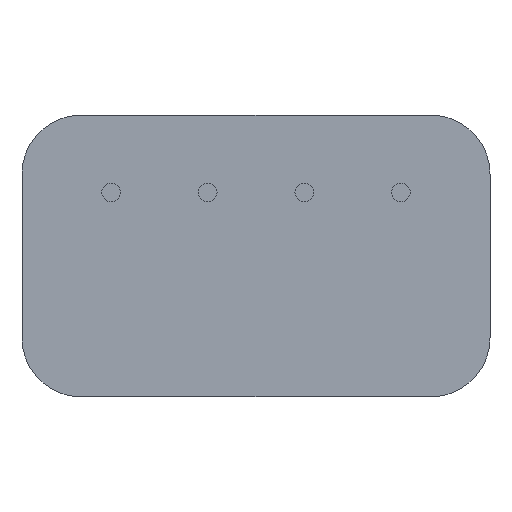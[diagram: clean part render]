
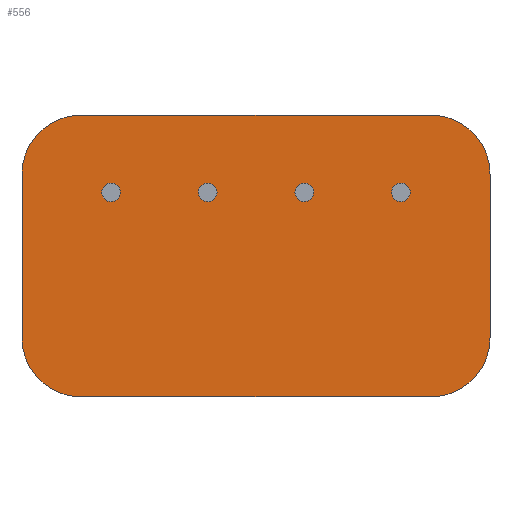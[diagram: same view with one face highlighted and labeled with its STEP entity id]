
A CAD part, front view. The second image highlights one B-rep face of the part: STEP entity #556.
In plain terms, the highlighted planar face has unit normal (0, -1, 0).
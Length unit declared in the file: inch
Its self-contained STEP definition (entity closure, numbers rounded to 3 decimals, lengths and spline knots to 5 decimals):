
#16=FACE_BOUND('',#110,.T.);
#17=FACE_BOUND('',#111,.T.);
#18=FACE_BOUND('',#112,.T.);
#19=FACE_BOUND('',#113,.T.);
#38=PLANE('',#637);
#73=FACE_OUTER_BOUND('',#109,.T.);
#109=EDGE_LOOP('',(#494,#495,#496,#497,#498,#499,#500,#501));
#110=EDGE_LOOP('',(#502));
#111=EDGE_LOOP('',(#503));
#112=EDGE_LOOP('',(#504));
#113=EDGE_LOOP('',(#505));
#138=LINE('',#959,#178);
#143=LINE('',#973,#183);
#147=LINE('',#985,#187);
#151=LINE('',#997,#191);
#178=VECTOR('',#764,0.3937);
#183=VECTOR('',#777,0.3937);
#187=VECTOR('',#789,0.3937);
#191=VECTOR('',#801,0.3937);
#195=CIRCLE('',#573,0.0095);
#197=CIRCLE('',#577,0.0095);
#199=CIRCLE('',#581,0.0095);
#201=CIRCLE('',#585,0.0095);
#222=CIRCLE('',#622,0.06);
#224=CIRCLE('',#626,0.06);
#226=CIRCLE('',#630,0.06);
#228=CIRCLE('',#634,0.06);
#231=VERTEX_POINT('',#818);
#233=VERTEX_POINT('',#825);
#235=VERTEX_POINT('',#832);
#237=VERTEX_POINT('',#839);
#262=VERTEX_POINT('',#957);
#263=VERTEX_POINT('',#958);
#266=VERTEX_POINT('',#966);
#268=VERTEX_POINT('',#972);
#270=VERTEX_POINT('',#978);
#272=VERTEX_POINT('',#984);
#274=VERTEX_POINT('',#990);
#276=VERTEX_POINT('',#996);
#280=EDGE_CURVE('',#231,#231,#195,.T.);
#283=EDGE_CURVE('',#233,#233,#197,.T.);
#286=EDGE_CURVE('',#235,#235,#199,.T.);
#289=EDGE_CURVE('',#237,#237,#201,.T.);
#330=EDGE_CURVE('',#262,#263,#138,.T.);
#334=EDGE_CURVE('',#266,#262,#222,.T.);
#337=EDGE_CURVE('',#268,#266,#143,.T.);
#340=EDGE_CURVE('',#270,#268,#224,.T.);
#343=EDGE_CURVE('',#272,#270,#147,.T.);
#346=EDGE_CURVE('',#274,#272,#226,.T.);
#349=EDGE_CURVE('',#276,#274,#151,.T.);
#352=EDGE_CURVE('',#263,#276,#228,.T.);
#494=ORIENTED_EDGE('',*,*,#352,.F.);
#495=ORIENTED_EDGE('',*,*,#330,.F.);
#496=ORIENTED_EDGE('',*,*,#334,.F.);
#497=ORIENTED_EDGE('',*,*,#337,.F.);
#498=ORIENTED_EDGE('',*,*,#340,.F.);
#499=ORIENTED_EDGE('',*,*,#343,.F.);
#500=ORIENTED_EDGE('',*,*,#346,.F.);
#501=ORIENTED_EDGE('',*,*,#349,.F.);
#502=ORIENTED_EDGE('',*,*,#280,.T.);
#503=ORIENTED_EDGE('',*,*,#283,.T.);
#504=ORIENTED_EDGE('',*,*,#286,.T.);
#505=ORIENTED_EDGE('',*,*,#289,.T.);
#556=ADVANCED_FACE('',(#73,#16,#17,#18,#19),#38,.F.);
#573=AXIS2_PLACEMENT_3D('',#820,#645,#646);
#577=AXIS2_PLACEMENT_3D('',#827,#654,#655);
#581=AXIS2_PLACEMENT_3D('',#834,#663,#664);
#585=AXIS2_PLACEMENT_3D('',#841,#672,#673);
#622=AXIS2_PLACEMENT_3D('',#967,#770,#771);
#626=AXIS2_PLACEMENT_3D('',#979,#782,#783);
#630=AXIS2_PLACEMENT_3D('',#991,#794,#795);
#634=AXIS2_PLACEMENT_3D('',#1002,#806,#807);
#637=AXIS2_PLACEMENT_3D('',#1005,#812,#813);
#645=DIRECTION('center_axis',(0.,1.,0.));
#646=DIRECTION('ref_axis',(1.,0.,0.));
#654=DIRECTION('center_axis',(0.,1.,0.));
#655=DIRECTION('ref_axis',(1.,0.,0.));
#663=DIRECTION('center_axis',(0.,1.,0.));
#664=DIRECTION('ref_axis',(1.,0.,0.));
#672=DIRECTION('center_axis',(0.,1.,0.));
#673=DIRECTION('ref_axis',(1.,0.,0.));
#764=DIRECTION('',(0.,0.,1.));
#770=DIRECTION('center_axis',(0.,1.,0.));
#771=DIRECTION('ref_axis',(0.,0.,-1.));
#777=DIRECTION('',(-1.,0.,0.));
#782=DIRECTION('center_axis',(0.,1.,0.));
#783=DIRECTION('ref_axis',(1.,0.,0.));
#789=DIRECTION('',(0.,0.,-1.));
#794=DIRECTION('center_axis',(0.,1.,0.));
#795=DIRECTION('ref_axis',(0.,0.,1.));
#801=DIRECTION('',(1.,0.,0.));
#806=DIRECTION('center_axis',(0.,1.,0.));
#807=DIRECTION('ref_axis',(-1.,0.,0.));
#812=DIRECTION('center_axis',(0.,1.,0.));
#813=DIRECTION('ref_axis',(1.,0.,0.));
#818=CARTESIAN_POINT('',(0.37664,0.,-0.07861));
#820=CARTESIAN_POINT('Origin',(0.38614,0.,-0.07861));
#825=CARTESIAN_POINT('',(0.08136,0.,-0.07861));
#827=CARTESIAN_POINT('Origin',(0.09086,0.,-0.07861));
#832=CARTESIAN_POINT('',(0.27821,0.,-0.07861));
#834=CARTESIAN_POINT('Origin',(0.28771,0.,-0.07861));
#839=CARTESIAN_POINT('',(0.17979,0.,-0.07861));
#841=CARTESIAN_POINT('Origin',(0.18929,0.,-0.07861));
#957=CARTESIAN_POINT('',(0.,0.,-0.227));
#958=CARTESIAN_POINT('',(0.,0.,-0.06));
#959=CARTESIAN_POINT('',(0.,0.,-0.227));
#966=CARTESIAN_POINT('',(0.06,0.,-0.287));
#967=CARTESIAN_POINT('Origin',(0.06,0.,-0.227));
#972=CARTESIAN_POINT('',(0.417,0.,-0.287));
#973=CARTESIAN_POINT('',(0.417,0.,-0.287));
#978=CARTESIAN_POINT('',(0.477,0.,-0.227));
#979=CARTESIAN_POINT('Origin',(0.417,0.,-0.227));
#984=CARTESIAN_POINT('',(0.477,0.,-0.06));
#985=CARTESIAN_POINT('',(0.477,0.,-0.06));
#990=CARTESIAN_POINT('',(0.417,0.,0.));
#991=CARTESIAN_POINT('Origin',(0.417,0.,-0.06));
#996=CARTESIAN_POINT('',(0.06,0.,0.));
#997=CARTESIAN_POINT('',(0.06,0.,0.));
#1002=CARTESIAN_POINT('Origin',(0.06,0.,-0.06));
#1005=CARTESIAN_POINT('Origin',(0.2385,0.,-0.1435));
